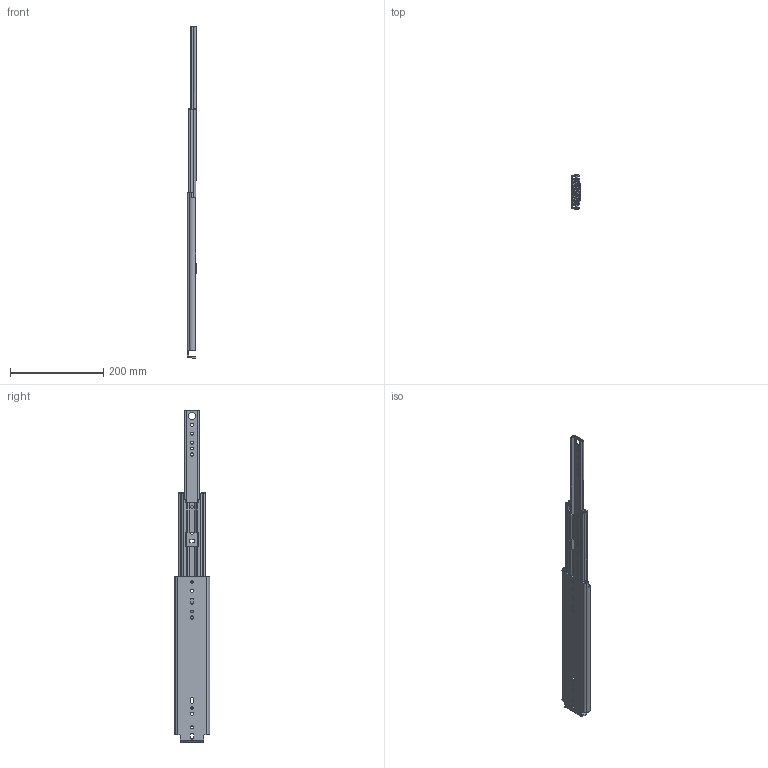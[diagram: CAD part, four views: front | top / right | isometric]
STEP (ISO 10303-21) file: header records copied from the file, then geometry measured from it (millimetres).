
FILE_DESCRIPTION (( 'STEP AP214' ), '1' );
FILE_NAME ('FR_5400.0356mm_0014inch_open.STEP', '2022-10-12T06:35:39', ( '' ), ( '' ), 'SwSTEP 2.0', 'SolidWorks 2020', '' );
FILE_SCHEMA (( 'AUTOMOTIVE_DESIGN' ));
Length unit declared in the file: millimetre
Products named in the file (9): 5400.XXX-02.T018_NL 14; 5400 Stop; 5400.XXX-01.T018_NL 14; 5400 Rivet Stop; FR_5400.0356mm_0014inch_open; 5400.XXX-03.T018_NL 14
Assembly tree (8 placements, depth 3):
  FR_5400.0356mm_0014inch_open
    5400.XXX-01.T018_NL 14
      5400.XXX-01.T018_NL 14
    5400.XXX-03.T018_NL 14
      5400.XXX-03.T018_NL 14
    5400.XXX-02.T018_NL 14
      5400.XXX-02.T018_NL 14
      5400 Stop
      5400 Rivet Stop
Bounding box: 19.7 x 76.19 x 711.2 mm (x, y, z)
Volume: 225634.3 mm3; surface area: 192148.5 mm2
Topology: 5 solids, 5 shells, 524 faces, 1387 edges, 862 vertices
Faces by surface type: plane 308, cylinder 216
Entity records: 16543 total; most frequent: DIRECTION 2901, CARTESIAN_POINT 2817, ORIENTED_EDGE 2774, EDGE_CURVE 1387, AXIS2_PLACEMENT_3D 986, LINE 929, VECTOR 929, VERTEX_POINT 862
